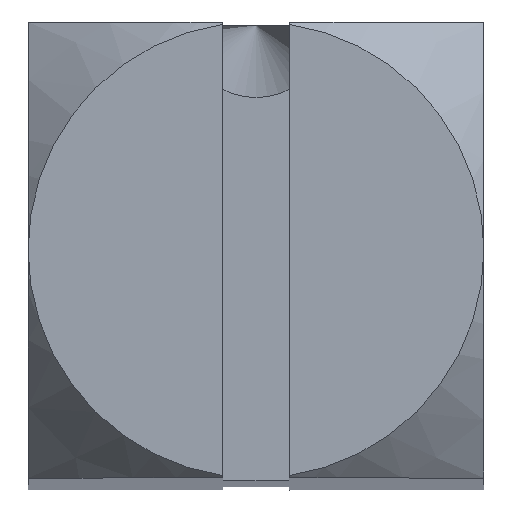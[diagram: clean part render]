
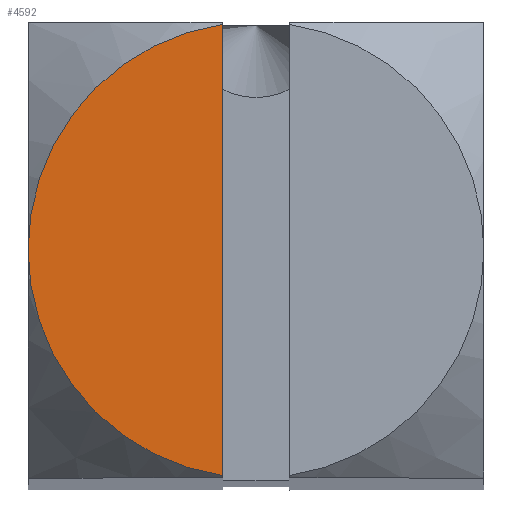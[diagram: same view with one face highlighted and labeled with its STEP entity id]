
A CAD part, top view. The second image highlights one B-rep face of the part: STEP entity #4592.
In plain terms, the highlighted planar face has unit normal (0, 0, 1).
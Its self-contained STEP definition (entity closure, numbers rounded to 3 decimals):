
#238 = EDGE_CURVE ( 'NONE', #5240, #3531, #10948, .T. ) ;
#1261 = ORIENTED_EDGE ( 'NONE', *, *, #12998, .F. ) ;
#2055 = AXIS2_PLACEMENT_3D ( 'NONE', #2738, #4868, #12367 ) ;
#2113 = FACE_OUTER_BOUND ( 'NONE', #12391, .T. ) ;
#2282 = DIRECTION ( 'NONE',  ( 0., 0., -1. ) ) ;
#2306 = PLANE ( 'NONE',  #7258 ) ;
#2378 = CARTESIAN_POINT ( 'NONE',  ( -0.575, 3.908, 60. ) ) ;
#2738 = CARTESIAN_POINT ( 'NONE',  ( 0., 0., 60. ) ) ;
#3010 = CIRCLE ( 'NONE', #2055, 3.95 ) ;
#3531 = VERTEX_POINT ( 'NONE', #4697 ) ;
#4592 = ADVANCED_FACE ( 'NONE', ( #2113 ), #2306, .T. ) ;
#4697 = CARTESIAN_POINT ( 'NONE',  ( -3.95, 0., 60. ) ) ;
#4868 = DIRECTION ( 'NONE',  ( 0., 0., -1. ) ) ;
#5240 = VERTEX_POINT ( 'NONE', #8220 ) ;
#5286 = AXIS2_PLACEMENT_3D ( 'NONE', #6497, #2282, #8611 ) ;
#5673 = ORIENTED_EDGE ( 'NONE', *, *, #10520, .F. ) ;
#6497 = CARTESIAN_POINT ( 'NONE',  ( 0., 0., 60. ) ) ;
#6610 = DIRECTION ( 'NONE',  ( 1., 0., 0. ) ) ;
#7258 = AXIS2_PLACEMENT_3D ( 'NONE', #7642, #13011, #6610 ) ;
#7523 = LINE ( 'NONE', #13713, #10682 ) ;
#7642 = CARTESIAN_POINT ( 'NONE',  ( 0., 0., 60. ) ) ;
#8220 = CARTESIAN_POINT ( 'NONE',  ( -0.575, -3.908, 60. ) ) ;
#8445 = DIRECTION ( 'NONE',  ( 0., -1., 0. ) ) ;
#8463 = VERTEX_POINT ( 'NONE', #2378 ) ;
#8611 = DIRECTION ( 'NONE',  ( 1., 0., 0. ) ) ;
#10091 = ORIENTED_EDGE ( 'NONE', *, *, #238, .F. ) ;
#10520 = EDGE_CURVE ( 'NONE', #8463, #5240, #7523, .T. ) ;
#10682 = VECTOR ( 'NONE', #8445, 1000. ) ;
#10948 = CIRCLE ( 'NONE', #5286, 3.95 ) ;
#12367 = DIRECTION ( 'NONE',  ( -1., 0., 0. ) ) ;
#12391 = EDGE_LOOP ( 'NONE', ( #5673, #1261, #10091 ) ) ;
#12998 = EDGE_CURVE ( 'NONE', #3531, #8463, #3010, .T. ) ;
#13011 = DIRECTION ( 'NONE',  ( 0., 0., 1. ) ) ;
#13713 = CARTESIAN_POINT ( 'NONE',  ( -0.575, 10., 60. ) ) ;
